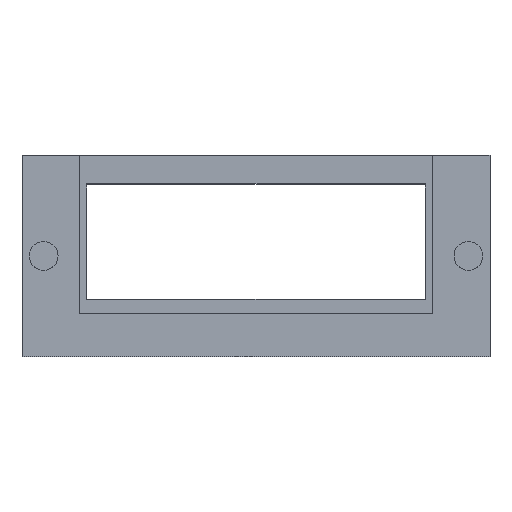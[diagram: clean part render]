
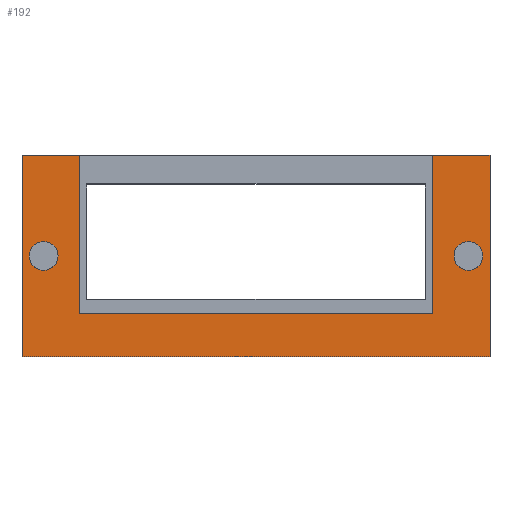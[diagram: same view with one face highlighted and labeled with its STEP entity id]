
A CAD part, top view. The second image highlights one B-rep face of the part: STEP entity #192.
In plain terms, the highlighted planar face has unit normal (0, 0, 1).
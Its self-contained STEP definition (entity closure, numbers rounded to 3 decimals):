
#1 = CARTESIAN_POINT ( 'NONE',  ( -24.5, -8., 0. ) ) ;
#5 = EDGE_LOOP ( 'NONE', ( #75, #101 ) ) ;
#17 = DIRECTION ( 'NONE',  ( 0., 1., 0. ) ) ;
#30 = EDGE_CURVE ( 'NONE', #34, #273, #312, .T. ) ;
#33 = CARTESIAN_POINT ( 'NONE',  ( 29.5, 0., 0. ) ) ;
#34 = VERTEX_POINT ( 'NONE', #200 ) ;
#37 = PLANE ( 'NONE',  #382 ) ;
#39 = VERTEX_POINT ( 'NONE', #52 ) ;
#45 = EDGE_CURVE ( 'NONE', #492, #273, #381, .T. ) ;
#48 = CARTESIAN_POINT ( 'NONE',  ( -31.5, 0., 0. ) ) ;
#52 = CARTESIAN_POINT ( 'NONE',  ( -32.5, -14., 0. ) ) ;
#54 = VERTEX_POINT ( 'NONE', #221 ) ;
#63 = LINE ( 'NONE', #665, #108 ) ;
#66 = FACE_BOUND ( 'NONE', #5, .T. ) ;
#67 = ORIENTED_EDGE ( 'NONE', *, *, #340, .F. ) ;
#68 = DIRECTION ( 'NONE',  ( -1., 0., 0. ) ) ;
#75 = ORIENTED_EDGE ( 'NONE', *, *, #111, .F. ) ;
#85 = FACE_OUTER_BOUND ( 'NONE', #567, .T. ) ;
#86 = CARTESIAN_POINT ( 'NONE',  ( 32.5, 14., 0. ) ) ;
#87 = VECTOR ( 'NONE', #519, 1000. ) ;
#90 = VERTEX_POINT ( 'NONE', #241 ) ;
#101 = ORIENTED_EDGE ( 'NONE', *, *, #401, .F. ) ;
#104 = DIRECTION ( 'NONE',  ( -1., 0., 0. ) ) ;
#108 = VECTOR ( 'NONE', #595, 1000. ) ;
#111 = EDGE_CURVE ( 'NONE', #372, #194, #238, .T. ) ;
#115 = DIRECTION ( 'NONE',  ( 0., 0., -1. ) ) ;
#117 = CIRCLE ( 'NONE', #593, 2. ) ;
#121 = CARTESIAN_POINT ( 'NONE',  ( 27.5, 0., 0. ) ) ;
#131 = ORIENTED_EDGE ( 'NONE', *, *, #135, .T. ) ;
#135 = EDGE_CURVE ( 'NONE', #308, #39, #183, .T. ) ;
#159 = CARTESIAN_POINT ( 'NONE',  ( -32.5, 14., 0. ) ) ;
#167 = ORIENTED_EDGE ( 'NONE', *, *, #426, .F. ) ;
#180 = DIRECTION ( 'NONE',  ( 0., 0., 1. ) ) ;
#181 = DIRECTION ( 'NONE',  ( 0., -1., 0. ) ) ;
#183 = LINE ( 'NONE', #215, #479 ) ;
#185 = AXIS2_PLACEMENT_3D ( 'NONE', #339, #274, #210 ) ;
#192 = ADVANCED_FACE ( 'NONE', ( #66, #85, #368 ), #37, .F. ) ;
#194 = VERTEX_POINT ( 'NONE', #224 ) ;
#200 = CARTESIAN_POINT ( 'NONE',  ( 32.5, 14., 0. ) ) ;
#210 = DIRECTION ( 'NONE',  ( -1., 0., 0. ) ) ;
#215 = CARTESIAN_POINT ( 'NONE',  ( -32.5, -14., 0. ) ) ;
#221 = CARTESIAN_POINT ( 'NONE',  ( -24.5, 14., 0. ) ) ;
#224 = CARTESIAN_POINT ( 'NONE',  ( -27.5, 0., 0. ) ) ;
#227 = LINE ( 'NONE', #86, #247 ) ;
#238 = CIRCLE ( 'NONE', #540, 2. ) ;
#239 = ORIENTED_EDGE ( 'NONE', *, *, #444, .T. ) ;
#241 = CARTESIAN_POINT ( 'NONE',  ( 32.5, -14., 0. ) ) ;
#246 = CARTESIAN_POINT ( 'NONE',  ( -24.5, 14., 0. ) ) ;
#247 = VECTOR ( 'NONE', #17, 1000. ) ;
#262 = DIRECTION ( 'NONE',  ( -1., 0., 0. ) ) ;
#264 = CIRCLE ( 'NONE', #319, 2. ) ;
#273 = VERTEX_POINT ( 'NONE', #572 ) ;
#274 = DIRECTION ( 'NONE',  ( 0., 0., 1. ) ) ;
#280 = VERTEX_POINT ( 'NONE', #509 ) ;
#291 = CARTESIAN_POINT ( 'NONE',  ( 0., 0., 0. ) ) ;
#292 = DIRECTION ( 'NONE',  ( -1., 0., 0. ) ) ;
#308 = VERTEX_POINT ( 'NONE', #159 ) ;
#312 = LINE ( 'NONE', #436, #354 ) ;
#313 = LINE ( 'NONE', #246, #411 ) ;
#315 = VECTOR ( 'NONE', #409, 1000. ) ;
#319 = AXIS2_PLACEMENT_3D ( 'NONE', #33, #365, #292 ) ;
#324 = ORIENTED_EDGE ( 'NONE', *, *, #355, .T. ) ;
#329 = CARTESIAN_POINT ( 'NONE',  ( -32.5, 14., 0. ) ) ;
#339 = CARTESIAN_POINT ( 'NONE',  ( 29.5, 0., 0. ) ) ;
#340 = EDGE_CURVE ( 'NONE', #456, #492, #546, .T. ) ;
#345 = DIRECTION ( 'NONE',  ( 0., -1., 0. ) ) ;
#346 = EDGE_CURVE ( 'NONE', #386, #280, #530, .T. ) ;
#354 = VECTOR ( 'NONE', #450, 1000. ) ;
#355 = EDGE_CURVE ( 'NONE', #39, #90, #63, .T. ) ;
#365 = DIRECTION ( 'NONE',  ( 0., 0., 1. ) ) ;
#366 = ORIENTED_EDGE ( 'NONE', *, *, #346, .F. ) ;
#368 = FACE_BOUND ( 'NONE', #467, .T. ) ;
#372 = VERTEX_POINT ( 'NONE', #48 ) ;
#376 = ORIENTED_EDGE ( 'NONE', *, *, #474, .T. ) ;
#381 = LINE ( 'NONE', #453, #87 ) ;
#382 = AXIS2_PLACEMENT_3D ( 'NONE', #291, #115, #424 ) ;
#386 = VERTEX_POINT ( 'NONE', #121 ) ;
#389 = ORIENTED_EDGE ( 'NONE', *, *, #612, .F. ) ;
#401 = EDGE_CURVE ( 'NONE', #194, #372, #117, .T. ) ;
#409 = DIRECTION ( 'NONE',  ( 1., 0., 0. ) ) ;
#411 = VECTOR ( 'NONE', #181, 1000. ) ;
#424 = DIRECTION ( 'NONE',  ( -1., 0., 0. ) ) ;
#426 = EDGE_CURVE ( 'NONE', #280, #386, #264, .T. ) ;
#436 = CARTESIAN_POINT ( 'NONE',  ( -32.5, 14., 0. ) ) ;
#444 = EDGE_CURVE ( 'NONE', #90, #34, #227, .T. ) ;
#448 = CARTESIAN_POINT ( 'NONE',  ( -29.5, 0., 0. ) ) ;
#450 = DIRECTION ( 'NONE',  ( -1., 0., 0. ) ) ;
#453 = CARTESIAN_POINT ( 'NONE',  ( 24.5, -8., 0. ) ) ;
#456 = VERTEX_POINT ( 'NONE', #1 ) ;
#462 = ORIENTED_EDGE ( 'NONE', *, *, #30, .T. ) ;
#467 = EDGE_LOOP ( 'NONE', ( #167, #366 ) ) ;
#469 = LINE ( 'NONE', #329, #487 ) ;
#474 = EDGE_CURVE ( 'NONE', #54, #308, #469, .T. ) ;
#479 = VECTOR ( 'NONE', #345, 1000. ) ;
#480 = CARTESIAN_POINT ( 'NONE',  ( -24.5, -8., 0. ) ) ;
#487 = VECTOR ( 'NONE', #262, 1000. ) ;
#492 = VERTEX_POINT ( 'NONE', #580 ) ;
#496 = CARTESIAN_POINT ( 'NONE',  ( -29.5, 0., 0. ) ) ;
#509 = CARTESIAN_POINT ( 'NONE',  ( 31.5, 0., 0. ) ) ;
#519 = DIRECTION ( 'NONE',  ( 0., 1., 0. ) ) ;
#530 = CIRCLE ( 'NONE', #185, 2. ) ;
#538 = ORIENTED_EDGE ( 'NONE', *, *, #45, .F. ) ;
#540 = AXIS2_PLACEMENT_3D ( 'NONE', #496, #560, #68 ) ;
#546 = LINE ( 'NONE', #480, #315 ) ;
#560 = DIRECTION ( 'NONE',  ( 0., 0., 1. ) ) ;
#567 = EDGE_LOOP ( 'NONE', ( #462, #538, #67, #389, #376, #131, #324, #239 ) ) ;
#572 = CARTESIAN_POINT ( 'NONE',  ( 24.5, 14., 0. ) ) ;
#580 = CARTESIAN_POINT ( 'NONE',  ( 24.5, -8., 0. ) ) ;
#593 = AXIS2_PLACEMENT_3D ( 'NONE', #448, #180, #104 ) ;
#595 = DIRECTION ( 'NONE',  ( 1., 0., 0. ) ) ;
#612 = EDGE_CURVE ( 'NONE', #54, #456, #313, .T. ) ;
#665 = CARTESIAN_POINT ( 'NONE',  ( 32.5, -14., 0. ) ) ;
